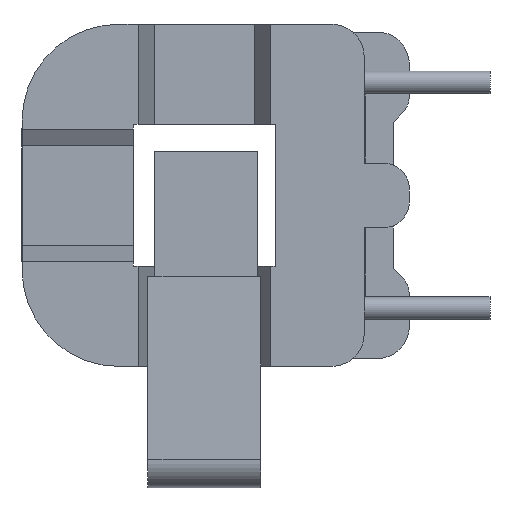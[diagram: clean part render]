
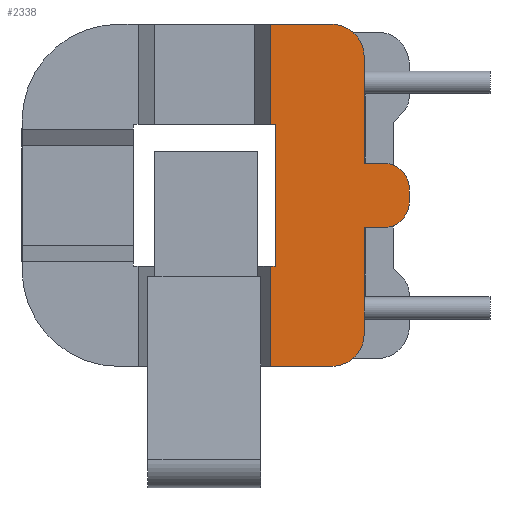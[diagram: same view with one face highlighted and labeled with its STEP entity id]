
A CAD part, left-side view. The second image highlights one B-rep face of the part: STEP entity #2338.
In plain terms, the highlighted planar face has unit normal (-1, 0, 0).
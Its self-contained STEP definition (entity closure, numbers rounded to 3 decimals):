
#52 = DIRECTION ( 'NONE',  ( -1., 0., 0. ) ) ;
#94 = VERTEX_POINT ( 'NONE', #2492 ) ;
#132 = AXIS2_PLACEMENT_3D ( 'NONE', #4439, #1896, #3032 ) ;
#164 = DIRECTION ( 'NONE',  ( 0., 1., 0. ) ) ;
#187 = CARTESIAN_POINT ( 'NONE',  ( -6.4, 0., -0.2 ) ) ;
#194 = DIRECTION ( 'NONE',  ( 0., 0., 1. ) ) ;
#247 = VECTOR ( 'NONE', #6825, 1000. ) ;
#296 = ORIENTED_EDGE ( 'NONE', *, *, #3537, .T. ) ;
#309 = VERTEX_POINT ( 'NONE', #1134 ) ;
#404 = ORIENTED_EDGE ( 'NONE', *, *, #1395, .T. ) ;
#415 = CARTESIAN_POINT ( 'NONE',  ( -6.4, 4.15, -2.2 ) ) ;
#477 = CIRCLE ( 'NONE', #3264, 1. ) ;
#596 = ORIENTED_EDGE ( 'NONE', *, *, #1632, .F. ) ;
#598 = CARTESIAN_POINT ( 'NONE',  ( -6.4, 2.4, -4.3 ) ) ;
#608 = EDGE_CURVE ( 'NONE', #1798, #1262, #6046, .T. ) ;
#733 = CARTESIAN_POINT ( 'NONE',  ( -6.4, 1.4, -1. ) ) ;
#740 = VECTOR ( 'NONE', #5850, 1000. ) ;
#785 = DIRECTION ( 'NONE',  ( 0., 0., 1. ) ) ;
#911 = LINE ( 'NONE', #5085, #4322 ) ;
#930 = CARTESIAN_POINT ( 'NONE',  ( -6.4, 2.4, 4.3 ) ) ;
#1079 = VECTOR ( 'NONE', #164, 1000. ) ;
#1090 = EDGE_CURVE ( 'NONE', #6077, #4393, #1933, .T. ) ;
#1095 = LINE ( 'NONE', #6596, #1079 ) ;
#1134 = CARTESIAN_POINT ( 'NONE',  ( -6.4, 4.15, 2.2 ) ) ;
#1177 = VECTOR ( 'NONE', #3504, 1000. ) ;
#1262 = VERTEX_POINT ( 'NONE', #5468 ) ;
#1340 = VERTEX_POINT ( 'NONE', #2759 ) ;
#1381 = ORIENTED_EDGE ( 'NONE', *, *, #3599, .F. ) ;
#1395 = EDGE_CURVE ( 'NONE', #4940, #1773, #3490, .T. ) ;
#1401 = VERTEX_POINT ( 'NONE', #1890 ) ;
#1508 = DIRECTION ( 'NONE',  ( -1., 0., 0. ) ) ;
#1552 = EDGE_CURVE ( 'NONE', #2135, #2839, #6880, .T. ) ;
#1558 = CARTESIAN_POINT ( 'NONE',  ( -6.4, 4.3, 2.2 ) ) ;
#1577 = CARTESIAN_POINT ( 'NONE',  ( -6.4, 1.4, 1. ) ) ;
#1632 = EDGE_CURVE ( 'NONE', #94, #1798, #4982, .T. ) ;
#1675 = CARTESIAN_POINT ( 'NONE',  ( -6.4, 0., -0.2 ) ) ;
#1677 = LINE ( 'NONE', #1577, #3799 ) ;
#1702 = CARTESIAN_POINT ( 'NONE',  ( -6.4, 9., -5.3 ) ) ;
#1740 = AXIS2_PLACEMENT_3D ( 'NONE', #2570, #52, #5256 ) ;
#1749 = VECTOR ( 'NONE', #5945, 1000. ) ;
#1773 = VERTEX_POINT ( 'NONE', #4136 ) ;
#1798 = VERTEX_POINT ( 'NONE', #5822 ) ;
#1842 = VECTOR ( 'NONE', #3069, 1000. ) ;
#1849 = DIRECTION ( 'NONE',  ( 0., 1., 0. ) ) ;
#1890 = CARTESIAN_POINT ( 'NONE',  ( -6.4, 2.4, -5.3 ) ) ;
#1896 = DIRECTION ( 'NONE',  ( -1., 0., 0. ) ) ;
#1933 = CIRCLE ( 'NONE', #132, 0.8 ) ;
#1964 = EDGE_CURVE ( 'NONE', #1262, #309, #2440, .T. ) ;
#2106 = LINE ( 'NONE', #733, #740 ) ;
#2107 = EDGE_CURVE ( 'NONE', #309, #4806, #1095, .T. ) ;
#2115 = EDGE_CURVE ( 'NONE', #6028, #3482, #3975, .T. ) ;
#2135 = VERTEX_POINT ( 'NONE', #5021 ) ;
#2323 = CIRCLE ( 'NONE', #4326, 1. ) ;
#2338 = ADVANCED_FACE ( 'NONE', ( #5659 ), #6743, .T. ) ;
#2440 = LINE ( 'NONE', #415, #1842 ) ;
#2480 = VECTOR ( 'NONE', #785, 1000. ) ;
#2492 = CARTESIAN_POINT ( 'NONE',  ( -6.4, 4.3, -5.3 ) ) ;
#2570 = CARTESIAN_POINT ( 'NONE',  ( -6.4, 0.8, -0.2 ) ) ;
#2648 = VERTEX_POINT ( 'NONE', #2702 ) ;
#2702 = CARTESIAN_POINT ( 'NONE',  ( -6.4, 1.4, 1. ) ) ;
#2730 = ORIENTED_EDGE ( 'NONE', *, *, #3497, .T. ) ;
#2759 = CARTESIAN_POINT ( 'NONE',  ( -6.4, 1.4, 4.3 ) ) ;
#2839 = VERTEX_POINT ( 'NONE', #3742 ) ;
#2982 = ORIENTED_EDGE ( 'NONE', *, *, #1552, .T. ) ;
#3031 = ORIENTED_EDGE ( 'NONE', *, *, #608, .F. ) ;
#3032 = DIRECTION ( 'NONE',  ( 0., 0., 1. ) ) ;
#3058 = DIRECTION ( 'NONE',  ( 0., 0., 1. ) ) ;
#3069 = DIRECTION ( 'NONE',  ( 0., 0., 1. ) ) ;
#3082 = LINE ( 'NONE', #3666, #247 ) ;
#3182 = DIRECTION ( 'NONE',  ( -1., 0., 0. ) ) ;
#3231 = ORIENTED_EDGE ( 'NONE', *, *, #5237, .T. ) ;
#3264 = AXIS2_PLACEMENT_3D ( 'NONE', #930, #1508, #3538 ) ;
#3310 = CARTESIAN_POINT ( 'NONE',  ( -6.4, 2.4, 5.3 ) ) ;
#3331 = ORIENTED_EDGE ( 'NONE', *, *, #5437, .T. ) ;
#3440 = LINE ( 'NONE', #187, #2480 ) ;
#3445 = ORIENTED_EDGE ( 'NONE', *, *, #2115, .T. ) ;
#3482 = VERTEX_POINT ( 'NONE', #6546 ) ;
#3490 = CIRCLE ( 'NONE', #4265, 0.8 ) ;
#3497 = EDGE_CURVE ( 'NONE', #4393, #4940, #3440, .T. ) ;
#3504 = DIRECTION ( 'NONE',  ( 0., -1., 0. ) ) ;
#3537 = EDGE_CURVE ( 'NONE', #1340, #6028, #477, .T. ) ;
#3538 = DIRECTION ( 'NONE',  ( 0., 0., 1. ) ) ;
#3562 = ORIENTED_EDGE ( 'NONE', *, *, #6610, .T. ) ;
#3582 = CARTESIAN_POINT ( 'NONE',  ( -6.4, 0.8, 0.2 ) ) ;
#3599 = EDGE_CURVE ( 'NONE', #4806, #3482, #3082, .T. ) ;
#3666 = CARTESIAN_POINT ( 'NONE',  ( -6.4, 4.3, -14.7 ) ) ;
#3681 = CARTESIAN_POINT ( 'NONE',  ( -6.4, 1.4, -4.3 ) ) ;
#3742 = CARTESIAN_POINT ( 'NONE',  ( -6.4, 1.4, -1. ) ) ;
#3786 = ORIENTED_EDGE ( 'NONE', *, *, #4807, .T. ) ;
#3799 = VECTOR ( 'NONE', #6306, 1000. ) ;
#3975 = LINE ( 'NONE', #3310, #6724 ) ;
#4086 = ORIENTED_EDGE ( 'NONE', *, *, #2107, .F. ) ;
#4136 = CARTESIAN_POINT ( 'NONE',  ( -6.4, 0.8, 1. ) ) ;
#4166 = CARTESIAN_POINT ( 'NONE',  ( -6.4, 0., 0.2 ) ) ;
#4212 = DIRECTION ( 'NONE',  ( 0., 0., 1. ) ) ;
#4265 = AXIS2_PLACEMENT_3D ( 'NONE', #3582, #6637, #3058 ) ;
#4322 = VECTOR ( 'NONE', #1849, 1000. ) ;
#4326 = AXIS2_PLACEMENT_3D ( 'NONE', #598, #3182, #4816 ) ;
#4393 = VERTEX_POINT ( 'NONE', #1675 ) ;
#4439 = CARTESIAN_POINT ( 'NONE',  ( -6.4, 0.8, -0.2 ) ) ;
#4501 = DIRECTION ( 'NONE',  ( 0., 1., 0. ) ) ;
#4700 = CARTESIAN_POINT ( 'NONE',  ( -6.4, 0.8, -1. ) ) ;
#4752 = ORIENTED_EDGE ( 'NONE', *, *, #5879, .T. ) ;
#4806 = VERTEX_POINT ( 'NONE', #1558 ) ;
#4807 = EDGE_CURVE ( 'NONE', #94, #1401, #6360, .T. ) ;
#4816 = DIRECTION ( 'NONE',  ( 0., 0., 1. ) ) ;
#4940 = VERTEX_POINT ( 'NONE', #4166 ) ;
#4982 = LINE ( 'NONE', #6421, #6154 ) ;
#5021 = CARTESIAN_POINT ( 'NONE',  ( -6.4, 1.4, -4.3 ) ) ;
#5070 = CARTESIAN_POINT ( 'NONE',  ( -6.4, 8.55, -2.2 ) ) ;
#5085 = CARTESIAN_POINT ( 'NONE',  ( -6.4, 0.8, 1. ) ) ;
#5237 = EDGE_CURVE ( 'NONE', #1773, #2648, #911, .T. ) ;
#5256 = DIRECTION ( 'NONE',  ( 0., 0., 1. ) ) ;
#5437 = EDGE_CURVE ( 'NONE', #1401, #2135, #2323, .T. ) ;
#5468 = CARTESIAN_POINT ( 'NONE',  ( -6.4, 4.15, -2.2 ) ) ;
#5659 = FACE_OUTER_BOUND ( 'NONE', #6814, .T. ) ;
#5822 = CARTESIAN_POINT ( 'NONE',  ( -6.4, 4.3, -2.2 ) ) ;
#5850 = DIRECTION ( 'NONE',  ( 0., -1., 0. ) ) ;
#5879 = EDGE_CURVE ( 'NONE', #2839, #6077, #2106, .T. ) ;
#5945 = DIRECTION ( 'NONE',  ( 0., -1., 0. ) ) ;
#6028 = VERTEX_POINT ( 'NONE', #6318 ) ;
#6046 = LINE ( 'NONE', #5070, #1177 ) ;
#6077 = VERTEX_POINT ( 'NONE', #4700 ) ;
#6095 = ORIENTED_EDGE ( 'NONE', *, *, #1964, .F. ) ;
#6154 = VECTOR ( 'NONE', #194, 1000. ) ;
#6261 = VECTOR ( 'NONE', #4212, 1000. ) ;
#6306 = DIRECTION ( 'NONE',  ( 0., 0., 1. ) ) ;
#6318 = CARTESIAN_POINT ( 'NONE',  ( -6.4, 2.4, 5.3 ) ) ;
#6360 = LINE ( 'NONE', #1702, #1749 ) ;
#6421 = CARTESIAN_POINT ( 'NONE',  ( -6.4, 4.3, -14.7 ) ) ;
#6517 = ORIENTED_EDGE ( 'NONE', *, *, #1090, .T. ) ;
#6546 = CARTESIAN_POINT ( 'NONE',  ( -6.4, 4.3, 5.3 ) ) ;
#6596 = CARTESIAN_POINT ( 'NONE',  ( -6.4, 4.15, 2.2 ) ) ;
#6610 = EDGE_CURVE ( 'NONE', #2648, #1340, #1677, .T. ) ;
#6637 = DIRECTION ( 'NONE',  ( -1., 0., 0. ) ) ;
#6724 = VECTOR ( 'NONE', #4501, 1000. ) ;
#6743 = PLANE ( 'NONE',  #1740 ) ;
#6814 = EDGE_LOOP ( 'NONE', ( #596, #3786, #3331, #2982, #4752, #6517, #2730, #404, #3231, #3562, #296, #3445, #1381, #4086, #6095, #3031 ) ) ;
#6825 = DIRECTION ( 'NONE',  ( 0., 0., 1. ) ) ;
#6880 = LINE ( 'NONE', #3681, #6261 ) ;
